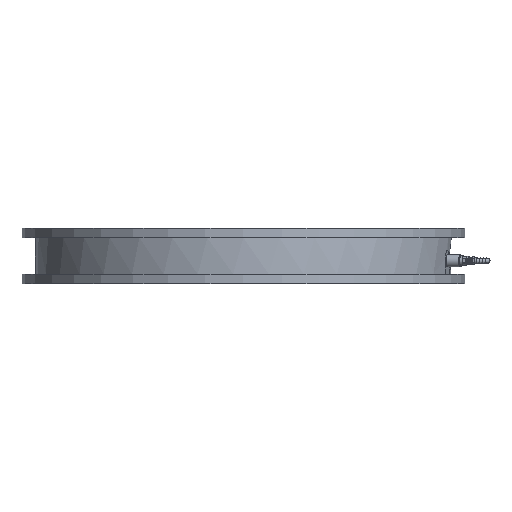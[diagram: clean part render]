
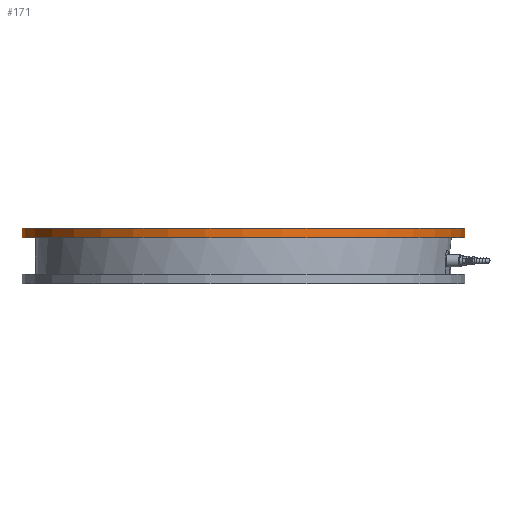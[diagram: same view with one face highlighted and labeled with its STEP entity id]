
A CAD part, left-side view. The second image highlights one B-rep face of the part: STEP entity #171.
In plain terms, the highlighted cylindrical face has radius 560 mm (diameter 1120 mm), a full revolution.
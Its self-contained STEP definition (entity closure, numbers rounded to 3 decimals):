
#171=ADVANCED_FACE('',(#1522,#1524),#1526,.T.);
#1522=FACE_OUTER_BOUND('',#1523,.T.);
#1523=EDGE_LOOP('',(#2513));
#1524=FACE_OUTER_BOUND('',#1525,.T.);
#1525=EDGE_LOOP('',(#2514));
#1526=CYLINDRICAL_SURFACE('',#1527,560.);
#1527=AXIS2_PLACEMENT_3D('',#1528,#1529,#1530);
#1528=CARTESIAN_POINT('',(0.,0.,95.));
#1529=DIRECTION('',(0.,0.,1.));
#1530=DIRECTION('',(1.,0.,0.));
#2513=ORIENTED_EDGE('',*,*,#2860,.F.);
#2514=ORIENTED_EDGE('',*,*,#2928,.T.);
#2860=EDGE_CURVE('',#3343,#3343,#3344,.T.);
#2928=EDGE_CURVE('',#3479,#3479,#3480,.T.);
#3343=VERTEX_POINT('',#4352);
#3344=CIRCLE('',#4353,560.);
#3479=VERTEX_POINT('',#4692);
#3480=CIRCLE('',#4693,560.);
#4352=CARTESIAN_POINT('',(560.,0.,119.));
#4353=AXIS2_PLACEMENT_3D('',#4354,#4355,#4356);
#4354=CARTESIAN_POINT('',(0.,0.,119.));
#4355=DIRECTION('',(0.,0.,1.));
#4356=DIRECTION('',(1.,0.,0.));
#4692=CARTESIAN_POINT('',(560.,0.,95.));
#4693=AXIS2_PLACEMENT_3D('',#4694,#4695,#4696);
#4694=CARTESIAN_POINT('',(0.,0.,95.));
#4695=DIRECTION('',(0.,0.,1.));
#4696=DIRECTION('',(1.,0.,0.));
